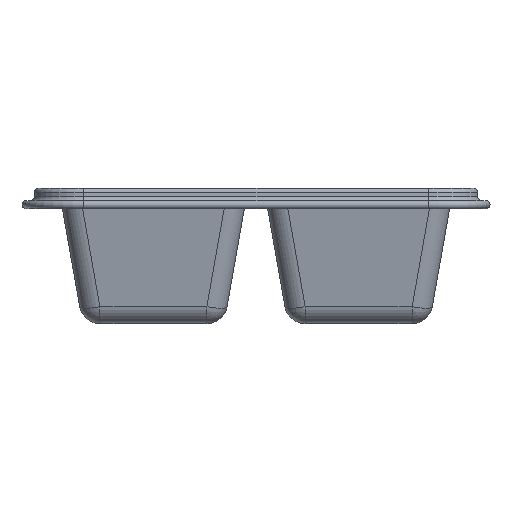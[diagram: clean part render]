
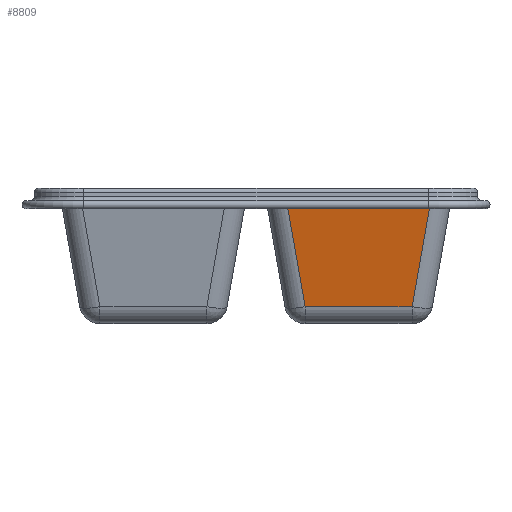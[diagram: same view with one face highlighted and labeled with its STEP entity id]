
A CAD part, left-side view. The second image highlights one B-rep face of the part: STEP entity #8809.
In plain terms, the highlighted planar face has unit normal (-0.985, 0, -0.174).
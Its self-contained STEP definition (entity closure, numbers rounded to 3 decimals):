
#787=FACE_OUTER_BOUND('',#1449,.T.);
#1449=EDGE_LOOP('',(#6511,#6512,#6513,#6514));
#2126=LINE('',#14345,#2790);
#2221=LINE('',#14635,#2885);
#2224=LINE('',#14643,#2888);
#2225=LINE('',#14644,#2889);
#2790=VECTOR('',#11128,10.);
#2885=VECTOR('',#11413,2.);
#2888=VECTOR('',#11422,10.);
#2889=VECTOR('',#11423,10.);
#4061=VERTEX_POINT('',#14342);
#4062=VERTEX_POINT('',#14344);
#4162=VERTEX_POINT('',#14634);
#4164=VERTEX_POINT('',#14642);
#4837=EDGE_CURVE('',#4062,#4061,#2126,.F.);
#4982=EDGE_CURVE('',#4062,#4162,#2221,.T.);
#4986=EDGE_CURVE('',#4061,#4164,#2224,.T.);
#4987=EDGE_CURVE('',#4164,#4162,#2225,.T.);
#6511=ORIENTED_EDGE('',*,*,#4837,.T.);
#6512=ORIENTED_EDGE('',*,*,#4986,.T.);
#6513=ORIENTED_EDGE('',*,*,#4987,.T.);
#6514=ORIENTED_EDGE('',*,*,#4982,.F.);
#8599=PLANE('',#9650);
#8809=ADVANCED_FACE('',(#787),#8599,.T.);
#9650=AXIS2_PLACEMENT_3D('',#14641,#11420,#11421);
#11128=DIRECTION('',(0.,-1.,0.));
#11413=DIRECTION('',(0.171,0.171,-0.97));
#11420=DIRECTION('center_axis',(-0.985,0.,-0.174));
#11421=DIRECTION('ref_axis',(0.,1.,0.));
#11422=DIRECTION('',(0.171,-0.171,-0.97));
#11423=DIRECTION('',(0.,-1.,0.));
#14342=CARTESIAN_POINT('',(4.483,44.593,47.));
#14344=CARTESIAN_POINT('',(4.483,9.407,47.));
#14345=CARTESIAN_POINT('',(4.483,49.5,47.));
#14634=CARTESIAN_POINT('',(9.044,13.968,21.132));
#14635=CARTESIAN_POINT('',(4.573,9.497,46.486));
#14641=CARTESIAN_POINT('Origin',(4.046,47.,49.479));
#14642=CARTESIAN_POINT('',(9.044,40.032,21.132));
#14643=CARTESIAN_POINT('',(4.427,44.649,47.316));
#14644=CARTESIAN_POINT('',(9.044,37.,21.132));
